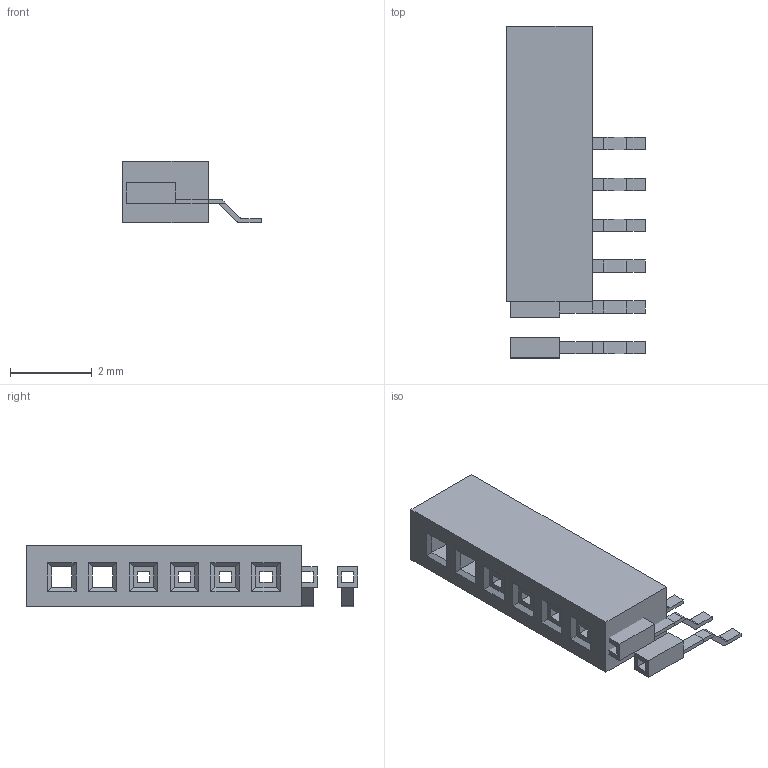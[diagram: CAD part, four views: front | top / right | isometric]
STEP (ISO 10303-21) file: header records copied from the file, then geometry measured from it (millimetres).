
FILE_DESCRIPTION(('FreeCAD Model'),'2;1');
FILE_NAME('Open CASCADE Shape Model','2022-05-30T21:17:59',('Doomn00b'), (''),'Open CASCADE STEP processor 7.5','FreeCAD','Unknown');
FILE_SCHEMA(('AUTOMOTIVE_DESIGN { 1 0 10303 214 1 1 1 1 }'));
Length unit declared in the file: millimetre
Products named in the file (9): GCT_BC075_06; Legs; Leg1; Leg002; Leg003; Leg004; Leg005; Leg006; Chamfer
Assembly tree (8 placements, depth 3):
  GCT_BC075_06
    Legs
      Leg1
      Leg002
      Leg003
      Leg004
      Leg005
      Leg006
    Chamfer
Bounding box: 3.4 x 8.12 x 1.5 mm (x, y, z)
Volume: 19.7 mm3; surface area: 112.1 mm2
Topology: 7 solids, 7 shells, 228 faces, 582 edges, 368 vertices
Faces by surface type: plane 210, cylinder 18
Entity records: 6965 total; most frequent: CARTESIAN_POINT 1187, ORIENTED_EDGE 1164, DIRECTION 1092, EDGE_CURVE 582, LINE 546, VECTOR 546, VERTEX_POINT 368, AXIS2_PLACEMENT_3D 273
